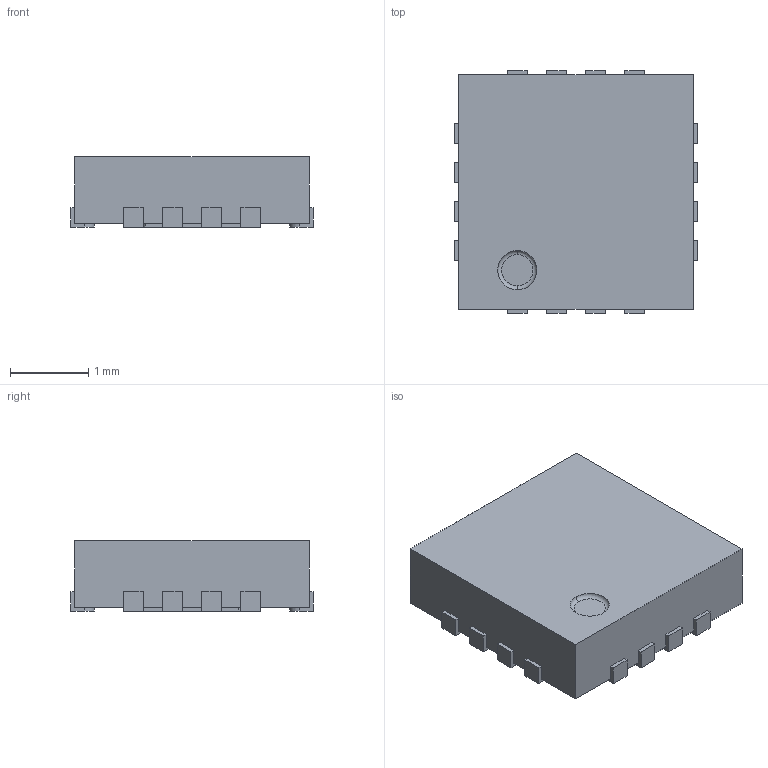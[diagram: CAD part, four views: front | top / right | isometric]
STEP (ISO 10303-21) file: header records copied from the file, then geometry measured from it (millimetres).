
FILE_DESCRIPTION (( 'STEP AP214' ), '1' );
FILE_NAME ( 'QFN17P50_300X300X90L30X25T170.STEP', '2022-03-23T16:54:36', ( '' ), ( '' ), '', '©2017 PCB Libraries, Inc.', '' );
FILE_SCHEMA (( 'AUTOMOTIVE_DESIGN' ));
Length unit declared in the file: millimetre
Products named in the file (1): QFN17P50_300X300X90L30X25T170
Bounding box: 3.1 x 3.1 x 0.9 mm (x, y, z)
Volume: 7.9 mm3; surface area: 39.2 mm2
Topology: 18 solids, 18 shells, 163 faces, 378 edges, 252 vertices
Faces by surface type: plane 126, cylinder 35, torus 2
Entity records: 5279 total; most frequent: CARTESIAN_POINT 794, DIRECTION 782, ORIENTED_EDGE 756, EDGE_CURVE 378, VECTOR 302, LINE 302, VERTEX_POINT 252, AXIS2_PLACEMENT_3D 240
